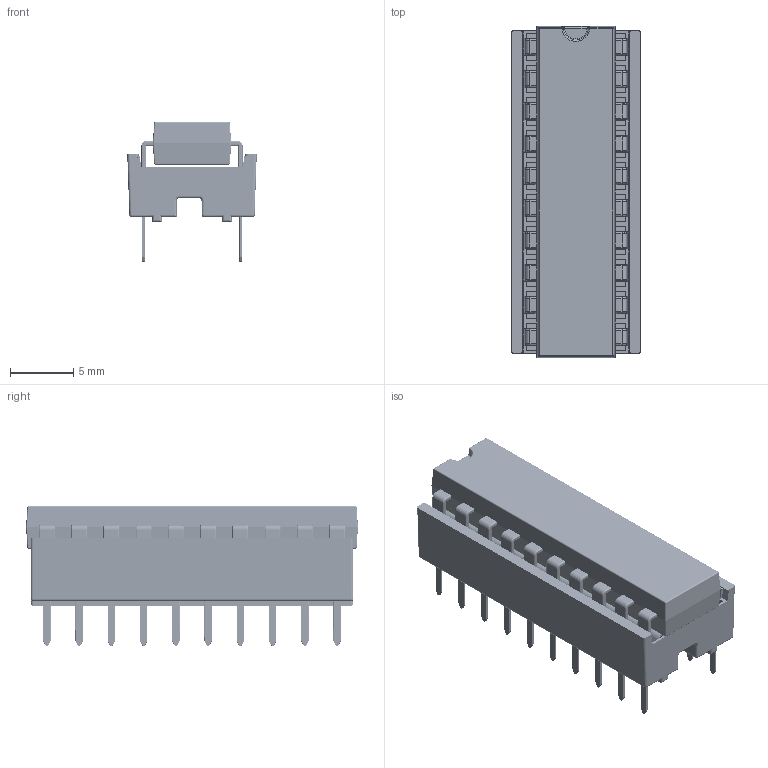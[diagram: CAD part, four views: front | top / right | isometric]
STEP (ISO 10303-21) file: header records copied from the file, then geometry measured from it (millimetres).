
FILE_DESCRIPTION(/* description */ (''),/* implementation_level */ '2;1');
FILE_NAME(/* name */ 'DIP-20 W7.62mm IC with Socket.stp',/* time_stamp */ '2019-09-26T14:42:41+02:00',/* author */ ('PCB-Tech'),/* organization */ (''),/* preprocessor_version */ 'ST-DEVELOPER v17.2',/* originating_system */ 'Autodesk Inventor 2019',/* authorisation */ '');
FILE_SCHEMA (('AUTOMOTIVE_DESIGN { 1 0 10303 214 3 1 1 }'));
Length unit declared in the file: millimetre
Products named in the file (6): DIP-20 W7.62mm IC with Socket; Stamped Dual Wipe Contact for DIP Sockets; Body DIP-20 P7.62mm Socket; DIP-20 W7.62mm Package; DIP-20 W7.62; IC Beinchen
Assembly tree (43 placements, depth 3):
  DIP-20 W7.62mm IC with Socket
    Stamped Dual Wipe Contact for DIP Sockets  x20
    Body DIP-20 P7.62mm Socket
    DIP-20 W7.62mm Package
      IC Beinchen  x20
      DIP-20 W7.62
Bounding box: 10.2 x 26.15 x 11.01 mm (x, y, z)
Volume: 1211.9 mm3; surface area: 3260.3 mm2
Topology: 42 solids, 42 shells, 7800 faces, 18946 edges, 11367 vertices
Faces by surface type: plane 2445, cylinder 2265, bspline 1790, torus 1005, sphere 295
Entity records: 37606 total; most frequent: CARTESIAN_POINT 13040, ORIENTED_EDGE 5238, DIRECTION 4835, EDGE_CURVE 2619, LINE 1859, VECTOR 1859, VERTEX_POINT 1657, AXIS2_PLACEMENT_3D 1488
